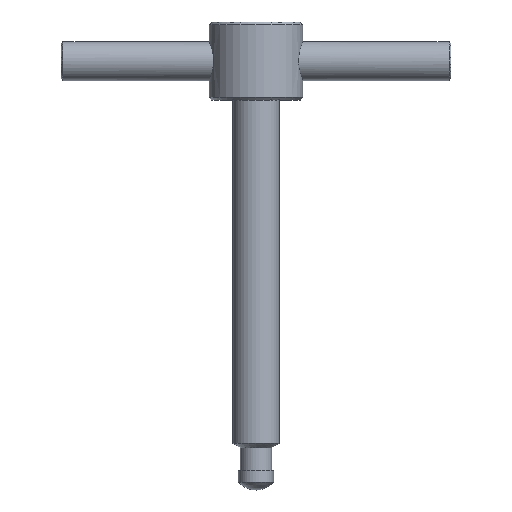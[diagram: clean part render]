
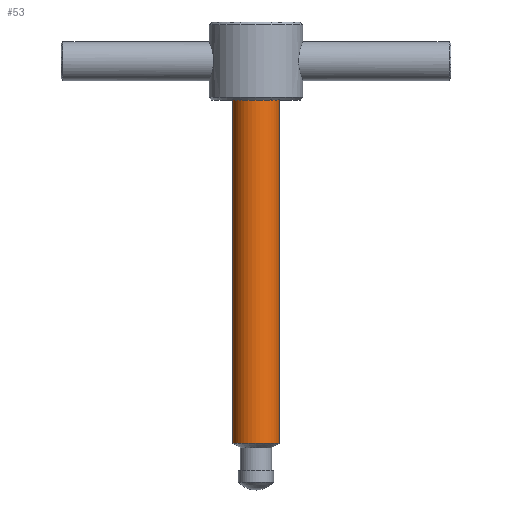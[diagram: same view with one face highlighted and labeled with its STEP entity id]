
A CAD part, top view. The second image highlights one B-rep face of the part: STEP entity #53.
In plain terms, the highlighted cylindrical face has radius 3 mm (diameter 6 mm), a full revolution.
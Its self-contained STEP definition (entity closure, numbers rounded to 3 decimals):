
#53 = ADVANCED_FACE( '', ( #116, #117 ), #118, .T. );
#116 = FACE_OUTER_BOUND( '', #190, .T. );
#117 = FACE_OUTER_BOUND( '', #191, .T. );
#118 = CYLINDRICAL_SURFACE( '', #192, 3. );
#190 = EDGE_LOOP( '', ( #270 ) );
#191 = EDGE_LOOP( '', ( #271 ) );
#192 = AXIS2_PLACEMENT_3D( '', #272, #273, #274 );
#270 = ORIENTED_EDGE( '', *, *, #350, .F. );
#271 = ORIENTED_EDGE( '', *, *, #351, .T. );
#272 = CARTESIAN_POINT( '', ( 0., 0., 0. ) );
#273 = DIRECTION( '', ( 0., 1., 0. ) );
#274 = DIRECTION( '', ( 0., 0., -1. ) );
#350 = EDGE_CURVE( '', #393, #393, #394, .T. );
#351 = EDGE_CURVE( '', #395, #395, #396, .T. );
#393 = VERTEX_POINT( '', #564 );
#394 = CIRCLE( '', #565, 3. );
#395 = VERTEX_POINT( '', #566 );
#396 = CIRCLE( '', #567, 3. );
#564 = CARTESIAN_POINT( '', ( 0., 6., -3. ) );
#565 = AXIS2_PLACEMENT_3D( '', #609, #610, #611 );
#566 = CARTESIAN_POINT( '', ( 0., 50., -3. ) );
#567 = AXIS2_PLACEMENT_3D( '', #612, #613, #614 );
#609 = CARTESIAN_POINT( '', ( 0., 6., 0. ) );
#610 = DIRECTION( '', ( 0., -1., 0. ) );
#611 = DIRECTION( '', ( 0., 0., -1. ) );
#612 = CARTESIAN_POINT( '', ( 0., 50., 0. ) );
#613 = DIRECTION( '', ( 0., -1., 0. ) );
#614 = DIRECTION( '', ( 0., 0., -1. ) );
